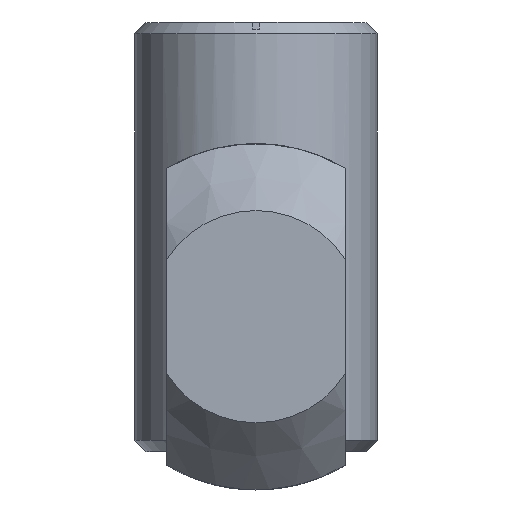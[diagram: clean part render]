
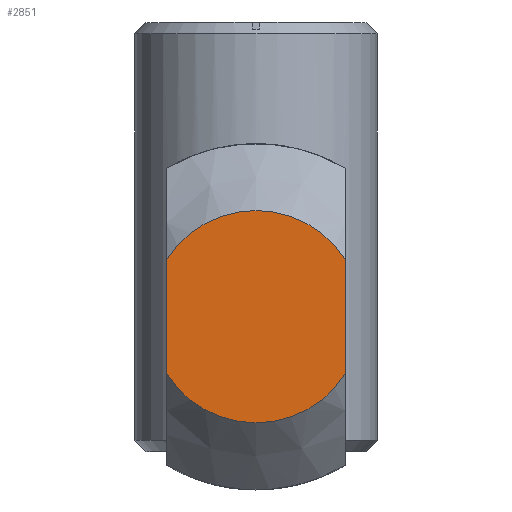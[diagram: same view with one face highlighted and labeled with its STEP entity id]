
A CAD part, top view. The second image highlights one B-rep face of the part: STEP entity #2851.
In plain terms, the highlighted face is planar.
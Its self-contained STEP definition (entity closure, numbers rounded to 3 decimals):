
#111=PLANE('',#3203);
#295=FACE_OUTER_BOUND('',#471,.T.);
#471=EDGE_LOOP('',(#2353,#2354,#2355,#2356));
#620=CIRCLE('',#3202,4.75);
#621=CIRCLE('',#3204,4.75);
#874=LINE('',#16486,#1011);
#875=LINE('',#16489,#1012);
#1011=VECTOR('',#3740,1000.);
#1012=VECTOR('',#3743,1000.);
#1321=VERTEX_POINT('',#16475);
#1322=VERTEX_POINT('',#16479);
#1323=VERTEX_POINT('',#16485);
#1324=VERTEX_POINT('',#16487);
#1699=EDGE_CURVE('',#1322,#1321,#620,.T.);
#1701=EDGE_CURVE('',#1323,#1321,#874,.T.);
#1702=EDGE_CURVE('',#1323,#1324,#621,.T.);
#1703=EDGE_CURVE('',#1322,#1324,#875,.T.);
#2353=ORIENTED_EDGE('',*,*,#1701,.F.);
#2354=ORIENTED_EDGE('',*,*,#1702,.T.);
#2355=ORIENTED_EDGE('',*,*,#1703,.F.);
#2356=ORIENTED_EDGE('',*,*,#1699,.T.);
#2851=ADVANCED_FACE('',(#295),#111,.T.);
#3202=AXIS2_PLACEMENT_3D('',#16480,#3736,#3737);
#3203=AXIS2_PLACEMENT_3D('',#16484,#3738,#3739);
#3204=AXIS2_PLACEMENT_3D('',#16488,#3741,#3742);
#3736=DIRECTION('center_axis',(-1.,0.,0.));
#3737=DIRECTION('ref_axis',(0.,-1.,0.));
#3738=DIRECTION('center_axis',(-1.,0.,0.));
#3739=DIRECTION('ref_axis',(0.,-1.,0.));
#3740=DIRECTION('',(0.,0.,1.));
#3741=DIRECTION('center_axis',(-1.,0.,0.));
#3742=DIRECTION('ref_axis',(0.,-1.,0.));
#3743=DIRECTION('',(0.,0.,-1.));
#16475=CARTESIAN_POINT('',(0.,4.,2.562));
#16479=CARTESIAN_POINT('',(0.,-4.,2.562));
#16480=CARTESIAN_POINT('Origin',(0.,0.,
0.));
#16484=CARTESIAN_POINT('Origin',(0.,0.,
0.));
#16485=CARTESIAN_POINT('',(0.,4.,-2.562));
#16486=CARTESIAN_POINT('',(0.,4.,0.));
#16487=CARTESIAN_POINT('',(0.,-4.,-2.562));
#16488=CARTESIAN_POINT('Origin',(0.,0.,
0.));
#16489=CARTESIAN_POINT('',(0.,-4.,0.));
